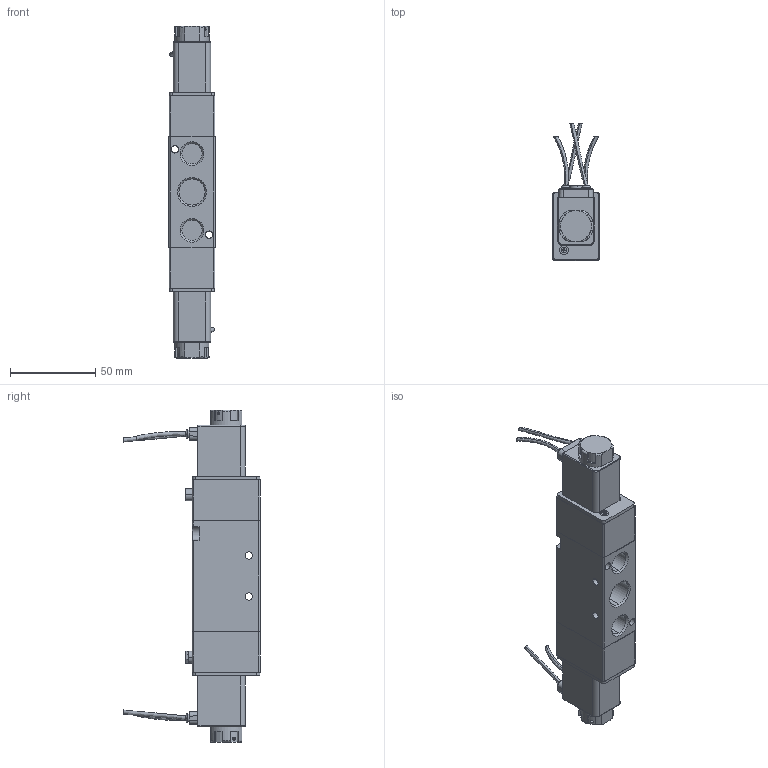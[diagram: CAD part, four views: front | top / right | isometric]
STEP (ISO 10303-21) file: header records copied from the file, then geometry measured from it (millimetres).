
FILE_DESCRIPTION (( 'STEP AP203' ), '1' );
FILE_NAME ('4V320-10-G.step', '2017-08-04T17:41:22', ( '' ), ( '' ), 'SwSTEP 2.0', 'SolidWorks 2016', '' );
FILE_SCHEMA (( 'CONFIG_CONTROL_DESIGN' ));
Length unit declared in the file: millimetre
Products named in the file (1): 4V320-10-G
Bounding box: 27 x 80.21 x 194.6 mm (x, y, z)
Volume: 143072.7 mm3; surface area: 50074.6 mm2
Topology: 17 solids, 17 shells, 427 faces, 1065 edges, 689 vertices
Faces by surface type: plane 200, cylinder 159, bspline 40, cone 28
Entity records: 15368 total; most frequent: CARTESIAN_POINT 5286, ORIENTED_EDGE 2110, DIRECTION 2015, EDGE_CURVE 1055, AXIS2_PLACEMENT_3D 724, VERTEX_POINT 689, VECTOR 567, LINE 567
